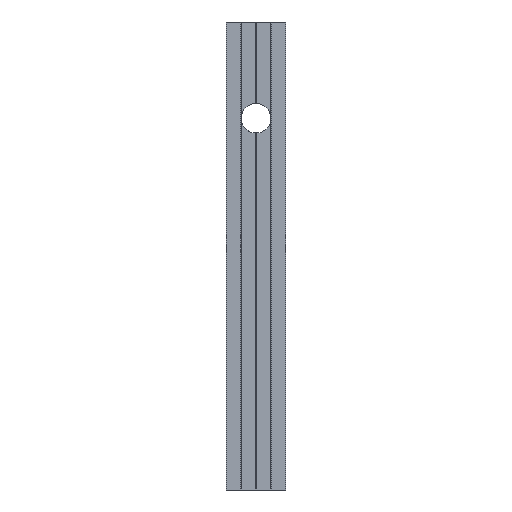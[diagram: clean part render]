
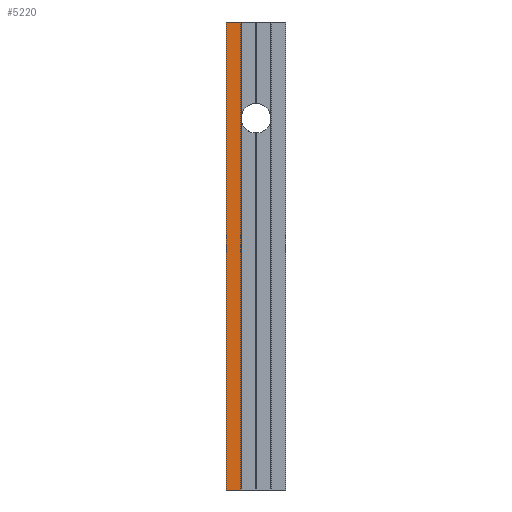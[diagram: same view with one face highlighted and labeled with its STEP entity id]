
A CAD part, left-side view. The second image highlights one B-rep face of the part: STEP entity #5220.
In plain terms, the highlighted planar face has unit normal (-1, 0, 0).
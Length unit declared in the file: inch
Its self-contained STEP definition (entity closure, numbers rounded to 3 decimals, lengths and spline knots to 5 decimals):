
#656=FACE_OUTER_BOUND('',#935,.T.);
#935=EDGE_LOOP('',(#3926,#3927,#3928,#3929));
#1156=LINE('',#7888,#1556);
#1357=LINE('',#8566,#1757);
#1394=LINE('',#8700,#1794);
#1395=LINE('',#8702,#1795);
#1556=VECTOR('',#6111,0.3937);
#1757=VECTOR('',#6704,0.3937);
#1794=VECTOR('',#6823,39.37008);
#1795=VECTOR('',#6826,39.37008);
#1956=VERTEX_POINT('',#7885);
#1957=VERTEX_POINT('',#7887);
#2237=VERTEX_POINT('',#8563);
#2238=VERTEX_POINT('',#8565);
#2496=EDGE_CURVE('',#1957,#1956,#1156,.T.);
#2838=EDGE_CURVE('',#2238,#2237,#1357,.T.);
#2906=EDGE_CURVE('',#2238,#1956,#1394,.T.);
#2907=EDGE_CURVE('',#2237,#1957,#1395,.T.);
#3926=ORIENTED_EDGE('',*,*,#2496,.T.);
#3927=ORIENTED_EDGE('',*,*,#2906,.F.);
#3928=ORIENTED_EDGE('',*,*,#2838,.T.);
#3929=ORIENTED_EDGE('',*,*,#2907,.T.);
#5035=PLANE('',#5649);
#5220=ADVANCED_FACE('',(#656),#5035,.T.);
#5649=AXIS2_PLACEMENT_3D('',#8701,#6824,#6825);
#6111=DIRECTION('',(0.,1.,0.));
#6704=DIRECTION('',(0.,-1.,0.));
#6823=DIRECTION('',(0.,0.,1.));
#6824=DIRECTION('center_axis',(-1.,0.,0.));
#6825=DIRECTION('ref_axis',(0.,0.,1.));
#6826=DIRECTION('',(0.,0.,1.));
#7885=CARTESIAN_POINT('',(-0.5,1.,2.729));
#7887=CARTESIAN_POINT('',(-0.5,0.505,2.729));
#7888=CARTESIAN_POINT('',(-0.5,-0.5,2.729));
#8563=CARTESIAN_POINT('',(-0.5,0.505,-12.997));
#8565=CARTESIAN_POINT('',(-0.5,1.,-12.997));
#8566=CARTESIAN_POINT('',(-0.5,-0.5,-12.997));
#8700=CARTESIAN_POINT('',(-0.5,1.,-46.5));
#8701=CARTESIAN_POINT('Origin',(-0.5,-1.,-46.5));
#8702=CARTESIAN_POINT('',(-0.5,0.505,-46.5));
